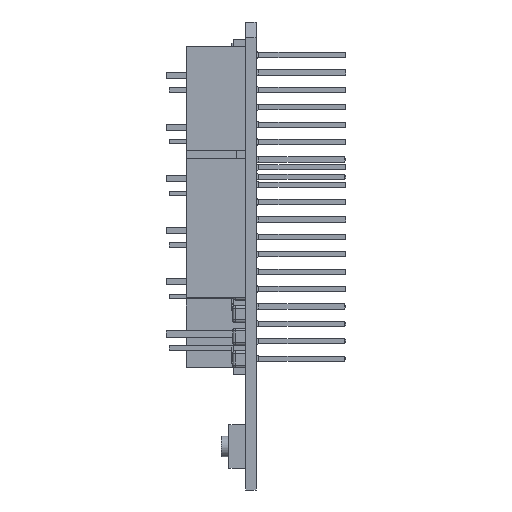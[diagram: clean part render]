
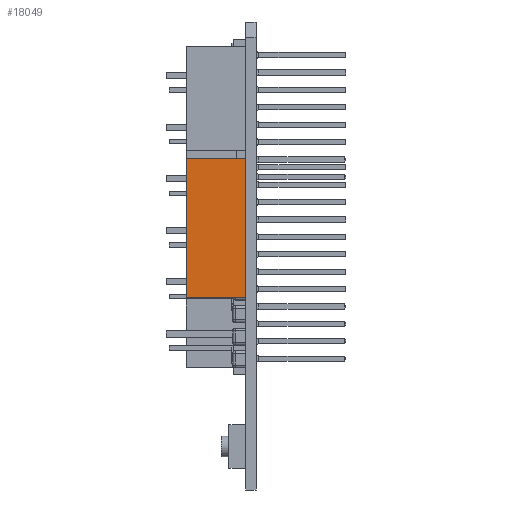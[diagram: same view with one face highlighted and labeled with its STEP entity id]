
A CAD part, left-side view. The second image highlights one B-rep face of the part: STEP entity #18049.
In plain terms, the highlighted planar face has unit normal (-1, 0, 0).
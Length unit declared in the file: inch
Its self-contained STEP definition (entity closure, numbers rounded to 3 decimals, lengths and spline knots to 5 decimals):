
#7021=CARTESIAN_POINT('',(-0.95,0.06,0.605));
#7022=VERTEX_POINT('',#7021);
#7023=CARTESIAN_POINT('',(-0.95,0.06,-0.195));
#7024=VERTEX_POINT('',#7023);
#7025=CARTESIAN_POINT('',(-0.95,0.06,0.605));
#7026=DIRECTION('',(0.0,0.0,-1.0));
#7027=VECTOR('',#7026,0.8);
#7028=LINE('',#7025,#7027);
#7029=EDGE_CURVE('',#7022,#7024,#7028,.T.);
#18019=CARTESIAN_POINT('',(-0.95,0.06,-0.195));
#18020=DIRECTION('',(-1.0,0.0,0.0));
#18021=DIRECTION('',(0.0,0.0,1.0));
#18022=AXIS2_PLACEMENT_3D('',#18019,#18020,#18021);
#18023=PLANE('',#18022);
#18024=ORIENTED_EDGE('',*,*,#7029,.F.);
#18025=CARTESIAN_POINT('',(-0.95,0.4,0.605));
#18026=VERTEX_POINT('',#18025);
#18027=CARTESIAN_POINT('',(-0.95,0.06,0.605));
#18028=DIRECTION('',(0.0,1.0,0.0));
#18029=VECTOR('',#18028,0.34);
#18030=LINE('',#18027,#18029);
#18031=EDGE_CURVE('',#7022,#18026,#18030,.T.);
#18032=ORIENTED_EDGE('',*,*,#18031,.T.);
#18033=CARTESIAN_POINT('',(-0.95,0.4,-0.195));
#18034=VERTEX_POINT('',#18033);
#18035=CARTESIAN_POINT('',(-0.95,0.4,-0.195));
#18036=DIRECTION('',(0.0,0.0,1.0));
#18037=VECTOR('',#18036,0.8);
#18038=LINE('',#18035,#18037);
#18039=EDGE_CURVE('',#18034,#18026,#18038,.T.);
#18040=ORIENTED_EDGE('',*,*,#18039,.F.);
#18041=CARTESIAN_POINT('',(-0.95,0.06,-0.195));
#18042=DIRECTION('',(0.0,1.0,0.0));
#18043=VECTOR('',#18042,0.34);
#18044=LINE('',#18041,#18043);
#18045=EDGE_CURVE('',#7024,#18034,#18044,.T.);
#18046=ORIENTED_EDGE('',*,*,#18045,.F.);
#18047=EDGE_LOOP('',(#18024,#18032,#18040,#18046));
#18048=FACE_OUTER_BOUND('',#18047,.T.);
#18049=ADVANCED_FACE('',(#18048),#18023,.T.);
